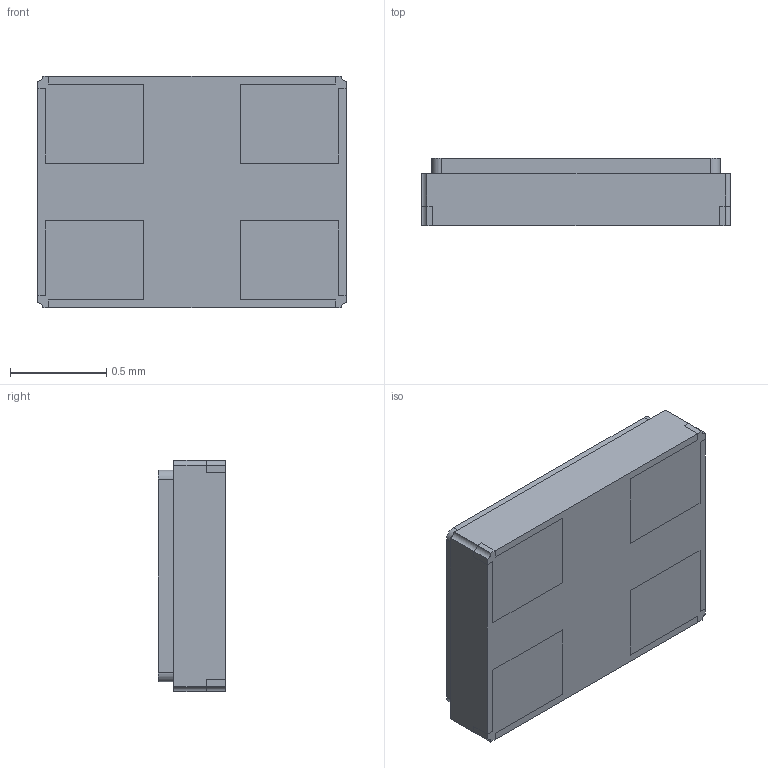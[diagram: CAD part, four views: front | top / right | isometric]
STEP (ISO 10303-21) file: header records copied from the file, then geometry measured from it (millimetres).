
FILE_DESCRIPTION (( 'STEP AP214' ), '1' );
FILE_NAME ('ECS-240-8-47-JTN-TR.STEP', '2020-11-15T11:02:19', ( '' ), ( '' ), 'SwSTEP 2.0', 'SolidWorks 2017', '' );
FILE_SCHEMA (( 'AUTOMOTIVE_DESIGN' ));
Length unit declared in the file: millimetre
Products named in the file (1): ECS-240-8-47-JTN-TR
Bounding box: 1.6 x 0.35 x 1.2 mm (x, y, z)
Volume: 0.6 mm3; surface area: 12.2 mm2
Topology: 6 solids, 6 shells, 92 faces, 240 edges, 160 vertices
Faces by surface type: plane 80, cylinder 12
Entity records: 2867 total; most frequent: CARTESIAN_POINT 493, ORIENTED_EDGE 480, DIRECTION 450, EDGE_CURVE 240, LINE 216, VECTOR 216, VERTEX_POINT 160, AXIS2_PLACEMENT_3D 117
